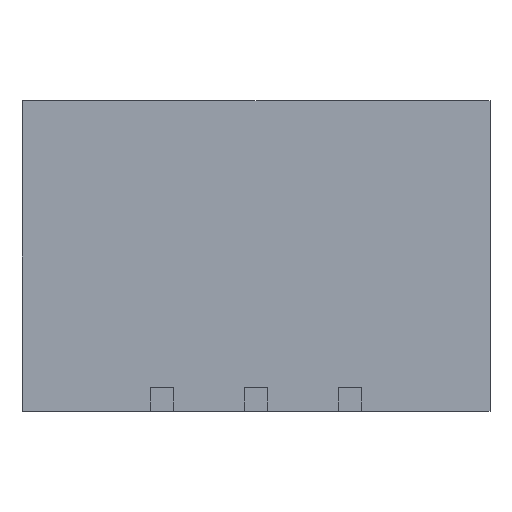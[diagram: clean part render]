
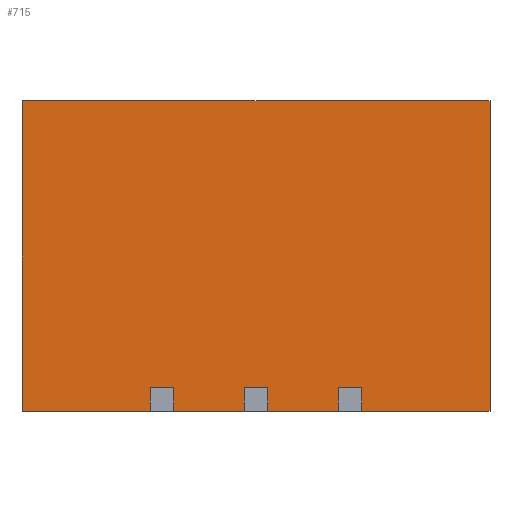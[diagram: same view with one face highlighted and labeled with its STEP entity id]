
A CAD part, front view. The second image highlights one B-rep face of the part: STEP entity #715.
In plain terms, the highlighted planar face has unit normal (0, -1, 0).
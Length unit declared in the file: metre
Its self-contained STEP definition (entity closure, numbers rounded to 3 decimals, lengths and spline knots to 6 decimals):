
#347 = EDGE_CURVE( '', #1004, #1005, #1006, .T. );
#363 = EDGE_CURVE( '', #1035, #1036, #1037, .T. );
#457 = EDGE_CURVE( '', #1200, #1151, #1201, .T. );
#477 = EDGE_CURVE( '', #1235, #1236, #1237, .T. );
#481 = EDGE_CURVE( '', #1242, #1243, #1244, .T. );
#491 = EDGE_CURVE( '', #1005, #1260, #1261, .T. );
#589 = EDGE_CURVE( '', #1035, #1200, #1405, .T. );
#671 = EDGE_CURVE( '', #1521, #1235, #1522, .T. );
#675 = EDGE_CURVE( '', #1521, #1339, #1526, .T. );
#715 = ADVANCED_FACE( '', ( #1574 ), #1575, .F. );
#721 = EDGE_CURVE( '', #1236, #1422, #1581, .T. );
#799 = EDGE_CURVE( '', #1242, #1031, #1673, .T. );
#811 = EDGE_CURVE( '', #1036, #1422, #1686, .T. );
#835 = EDGE_CURVE( '', #1243, #1607, #1716, .T. );
#895 = EDGE_CURVE( '', #1004, #1151, #1782, .T. );
#917 = EDGE_CURVE( '', #1260, #1031, #1806, .T. );
#933 = EDGE_CURVE( '', #1607, #1339, #1825, .T. );
#1004 = VERTEX_POINT( '', #1892 );
#1005 = VERTEX_POINT( '', #1893 );
#1006 = LINE( '', #1894, #1895 );
#1031 = VERTEX_POINT( '', #1931 );
#1035 = VERTEX_POINT( '', #1937 );
#1036 = VERTEX_POINT( '', #1938 );
#1037 = LINE( '', #1939, #1940 );
#1151 = VERTEX_POINT( '', #2095 );
#1200 = VERTEX_POINT( '', #2168 );
#1201 = LINE( '', #2169, #2170 );
#1235 = VERTEX_POINT( '', #2217 );
#1236 = VERTEX_POINT( '', #2218 );
#1237 = LINE( '', #2219, #2220 );
#1242 = VERTEX_POINT( '', #2226 );
#1243 = VERTEX_POINT( '', #2227 );
#1244 = LINE( '', #2228, #2229 );
#1260 = VERTEX_POINT( '', #2254 );
#1261 = LINE( '', #2255, #2256 );
#1339 = VERTEX_POINT( '', #2371 );
#1405 = LINE( '', #2471, #2472 );
#1422 = VERTEX_POINT( '', #2496 );
#1521 = VERTEX_POINT( '', #2643 );
#1522 = LINE( '', #2644, #2645 );
#1526 = LINE( '', #2652, #2653 );
#1574 = FACE_OUTER_BOUND( '', #2729, .T. );
#1575 = PLANE( '', #2730 );
#1581 = LINE( '', #2741, #2742 );
#1607 = VERTEX_POINT( '', #2785 );
#1673 = LINE( '', #2893, #2894 );
#1686 = LINE( '', #2916, #2917 );
#1716 = LINE( '', #2958, #2959 );
#1782 = LINE( '', #3072, #3073 );
#1806 = LINE( '', #3114, #3115 );
#1825 = LINE( '', #3143, #3144 );
#1892 = CARTESIAN_POINT( '', ( -0.001757, -0.002489, 0.0005 ) );
#1893 = CARTESIAN_POINT( '', ( -0.001757, -0.002489, 0. ) );
#1894 = CARTESIAN_POINT( '', ( -0.001757, -0.002489, 0.0066 ) );
#1895 = VECTOR( '', #3249, 1. );
#1931 = CARTESIAN_POINT( '', ( -0.000257, -0.002489, 0.0005 ) );
#1937 = CARTESIAN_POINT( '', ( -0.004982, -0.002489, 0. ) );
#1938 = CARTESIAN_POINT( '', ( -0.004982, -0.002489, 0.0066 ) );
#1939 = CARTESIAN_POINT( '', ( -0.004982, -0.002489, 0.0066 ) );
#1940 = VECTOR( '', #3264, 1. );
#2095 = CARTESIAN_POINT( '', ( -0.002257, -0.002489, 0.0005 ) );
#2168 = CARTESIAN_POINT( '', ( -0.002257, -0.002489, 0. ) );
#2169 = CARTESIAN_POINT( '', ( -0.002257, -0.002489, 0.0066 ) );
#2170 = VECTOR( '', #3418, 1. );
#2217 = CARTESIAN_POINT( '', ( 0.002243, -0.002489, 0. ) );
#2218 = CARTESIAN_POINT( '', ( 0.004968, -0.002489, 0. ) );
#2219 = CARTESIAN_POINT( '', ( -0.004982, -0.002489, 0. ) );
#2220 = VECTOR( '', #3453, 1. );
#2226 = CARTESIAN_POINT( '', ( 0.000243, -0.002489, 0.0005 ) );
#2227 = CARTESIAN_POINT( '', ( 0.000243, -0.002489, 0. ) );
#2228 = CARTESIAN_POINT( '', ( 0.000243, -0.002489, 0.0066 ) );
#2229 = VECTOR( '', #3462, 1. );
#2254 = CARTESIAN_POINT( '', ( -0.000257, -0.002489, 0. ) );
#2255 = CARTESIAN_POINT( '', ( -0.004982, -0.002489, 0. ) );
#2256 = VECTOR( '', #3467, 1. );
#2371 = CARTESIAN_POINT( '', ( 0.001743, -0.002489, 0.0005 ) );
#2471 = CARTESIAN_POINT( '', ( -0.004982, -0.002489, 0. ) );
#2472 = VECTOR( '', #3615, 1. );
#2496 = CARTESIAN_POINT( '', ( 0.004968, -0.002489, 0.0066 ) );
#2643 = CARTESIAN_POINT( '', ( 0.002243, -0.002489, 0.0005 ) );
#2644 = CARTESIAN_POINT( '', ( 0.002243, -0.002489, 0.0066 ) );
#2645 = VECTOR( '', #3767, 1. );
#2652 = CARTESIAN_POINT( '', ( -0.004982, -0.002489, 0.0005 ) );
#2653 = VECTOR( '', #3769, 1. );
#2729 = EDGE_LOOP( '', ( #3831, #3832, #3833, #3834, #3835, #3836, #3837, #3838, #3839, #3840, #3841, #3842, #3843, #3844, #3845, #3846 ) );
#2730 = AXIS2_PLACEMENT_3D( '', #3847, #3848, #3849 );
#2741 = CARTESIAN_POINT( '', ( 0.004968, -0.002489, 0.0066 ) );
#2742 = VECTOR( '', #3852, 1. );
#2785 = CARTESIAN_POINT( '', ( 0.001743, -0.002489, 0. ) );
#2893 = CARTESIAN_POINT( '', ( -0.004982, -0.002489, 0.0005 ) );
#2894 = VECTOR( '', #3958, 1. );
#2916 = CARTESIAN_POINT( '', ( -0.004982, -0.002489, 0.0066 ) );
#2917 = VECTOR( '', #3979, 1. );
#2958 = CARTESIAN_POINT( '', ( -0.004982, -0.002489, 0. ) );
#2959 = VECTOR( '', #4053, 1. );
#3072 = CARTESIAN_POINT( '', ( -0.004982, -0.002489, 0.0005 ) );
#3073 = VECTOR( '', #4147, 1. );
#3114 = CARTESIAN_POINT( '', ( -0.000257, -0.002489, 0.0066 ) );
#3115 = VECTOR( '', #4172, 1. );
#3143 = CARTESIAN_POINT( '', ( 0.001743, -0.002489, 0.0066 ) );
#3144 = VECTOR( '', #4213, 1. );
#3249 = DIRECTION( '', ( 0., 0., -1. ) );
#3264 = DIRECTION( '', ( 0., 0., 1. ) );
#3418 = DIRECTION( '', ( 0., 0., 1. ) );
#3453 = DIRECTION( '', ( 1., 0., 0. ) );
#3462 = DIRECTION( '', ( 0., 0., -1. ) );
#3467 = DIRECTION( '', ( 1., 0., 0. ) );
#3615 = DIRECTION( '', ( 1., 0., 0. ) );
#3767 = DIRECTION( '', ( 0., 0., -1. ) );
#3769 = DIRECTION( '', ( -1., 0., 0. ) );
#3831 = ORIENTED_EDGE( '', *, *, #675, .F. );
#3832 = ORIENTED_EDGE( '', *, *, #671, .T. );
#3833 = ORIENTED_EDGE( '', *, *, #477, .T. );
#3834 = ORIENTED_EDGE( '', *, *, #721, .T. );
#3835 = ORIENTED_EDGE( '', *, *, #811, .F. );
#3836 = ORIENTED_EDGE( '', *, *, #363, .F. );
#3837 = ORIENTED_EDGE( '', *, *, #589, .T. );
#3838 = ORIENTED_EDGE( '', *, *, #457, .T. );
#3839 = ORIENTED_EDGE( '', *, *, #895, .F. );
#3840 = ORIENTED_EDGE( '', *, *, #347, .T. );
#3841 = ORIENTED_EDGE( '', *, *, #491, .T. );
#3842 = ORIENTED_EDGE( '', *, *, #917, .T. );
#3843 = ORIENTED_EDGE( '', *, *, #799, .F. );
#3844 = ORIENTED_EDGE( '', *, *, #481, .T. );
#3845 = ORIENTED_EDGE( '', *, *, #835, .T. );
#3846 = ORIENTED_EDGE( '', *, *, #933, .T. );
#3847 = CARTESIAN_POINT( '', ( -0.004982, -0.002489, 0.0066 ) );
#3848 = DIRECTION( '', ( 0., 1., 0. ) );
#3849 = DIRECTION( '', ( 1., 0., 0. ) );
#3852 = DIRECTION( '', ( 0., 0., 1. ) );
#3958 = DIRECTION( '', ( -1., 0., 0. ) );
#3979 = DIRECTION( '', ( 1., 0., 0. ) );
#4053 = DIRECTION( '', ( 1., 0., 0. ) );
#4147 = DIRECTION( '', ( -1., 0., 0. ) );
#4172 = DIRECTION( '', ( 0., 0., 1. ) );
#4213 = DIRECTION( '', ( 0., 0., 1. ) );
